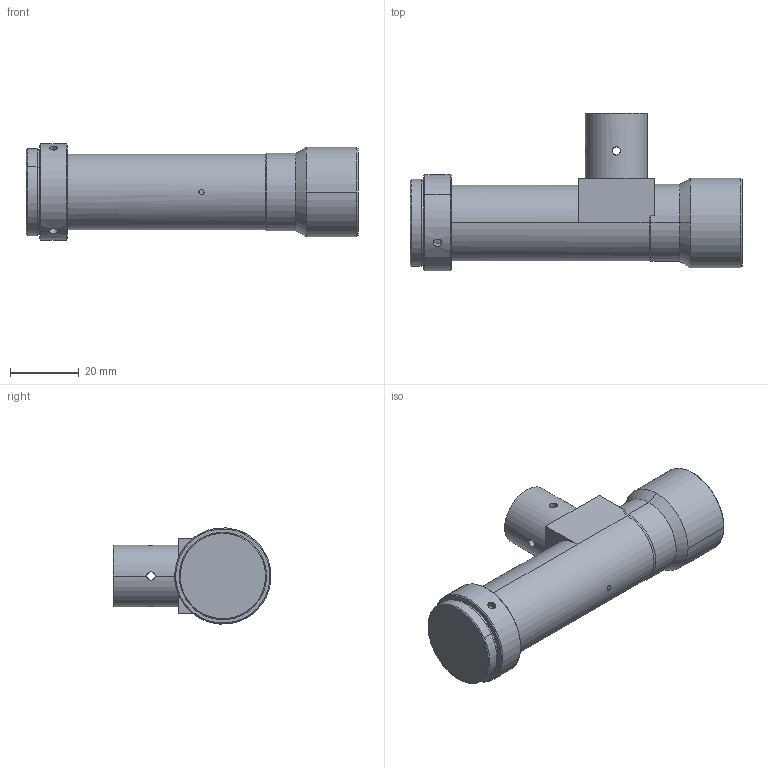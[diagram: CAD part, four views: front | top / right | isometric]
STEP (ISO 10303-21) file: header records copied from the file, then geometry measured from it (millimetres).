
FILE_DESCRIPTION (( 'STEP AP203' ), '1' );
FILE_NAME ('WWH20-65CTV2.STEP', '2019-05-07T07:26:50', ( '' ), ( '' ), 'SwSTEP 2.0', 'SolidWorks 2017', '' );
FILE_SCHEMA (( 'CONFIG_CONTROL_DESIGN' ));
Length unit declared in the file: millimetre
Products named in the file (1): WWH20-65CTV2
Bounding box: 96.49 x 45.86 x 27.91 mm (x, y, z)
Volume: 45999.6 mm3; surface area: 11609.8 mm2
Topology: 1 solids, 1 shells, 120 faces, 285 edges, 181 vertices
Faces by surface type: cylinder 69, plane 26, cone 25
Entity records: 4212 total; most frequent: CARTESIAN_POINT 1371, DIRECTION 575, ORIENTED_EDGE 566, EDGE_CURVE 283, AXIS2_PLACEMENT_3D 231, VERTEX_POINT 181, EDGE_LOOP 144, ADVANCED_FACE 120
